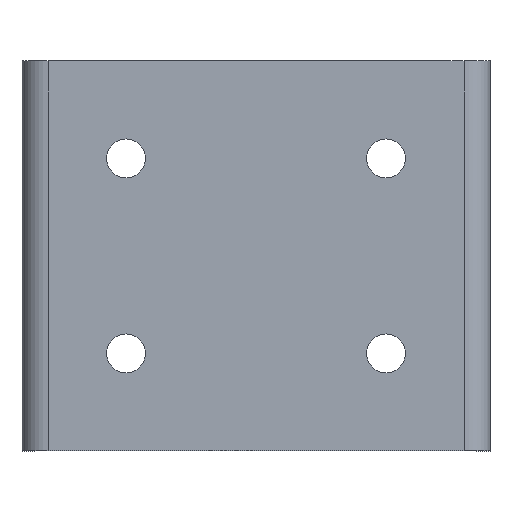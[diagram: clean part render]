
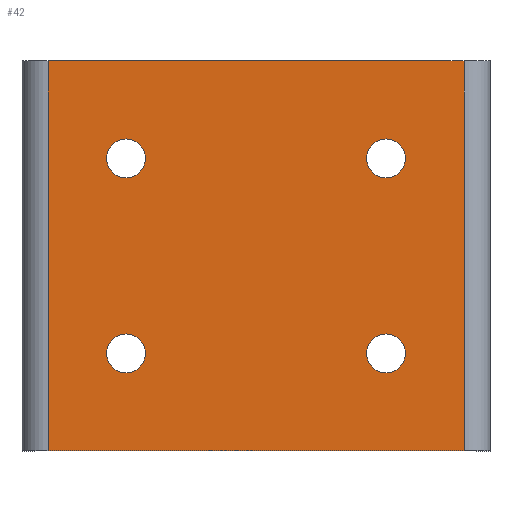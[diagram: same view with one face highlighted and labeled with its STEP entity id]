
A CAD part, top view. The second image highlights one B-rep face of the part: STEP entity #42.
In plain terms, the highlighted planar face has unit normal (0, 0, 1).
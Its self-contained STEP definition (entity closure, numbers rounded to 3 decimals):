
#2 = EDGE_CURVE ( 'NONE', #700, #532, #1072, .T. ) ;
#3 = CARTESIAN_POINT ( 'NONE',  ( -13., 7.5, 0.5 ) ) ;
#4 = ORIENTED_EDGE ( 'NONE', *, *, #342, .T. ) ;
#5 = DIRECTION ( 'NONE',  ( 0., 0., 1. ) ) ;
#14 = DIRECTION ( 'NONE',  ( 1., 0., 0. ) ) ;
#22 = DIRECTION ( 'NONE',  ( 0., 0., -1. ) ) ;
#41 = CARTESIAN_POINT ( 'NONE',  ( 5.5, 7.5, 0.5 ) ) ;
#42 = ADVANCED_FACE ( 'NONE', ( #548, #774, #91, #355, #1090 ), #1174, .F. ) ;
#63 = DIRECTION ( 'NONE',  ( 1., 0., 0. ) ) ;
#68 = VERTEX_POINT ( 'NONE', #475 ) ;
#79 = DIRECTION ( 'NONE',  ( 0., 0., 1. ) ) ;
#88 = LINE ( 'NONE', #849, #1231 ) ;
#91 = FACE_BOUND ( 'NONE', #192, .T. ) ;
#94 = CARTESIAN_POINT ( 'NONE',  ( -22.5, 30., 0.5 ) ) ;
#108 = DIRECTION ( 'NONE',  ( 1., 0., 0. ) ) ;
#125 = EDGE_CURVE ( 'NONE', #613, #457, #460, .T. ) ;
#133 = AXIS2_PLACEMENT_3D ( 'NONE', #478, #662, #951 ) ;
#166 = LINE ( 'NONE', #1077, #178 ) ;
#178 = VECTOR ( 'NONE', #683, 1000. ) ;
#180 = EDGE_CURVE ( 'NONE', #618, #700, #1166, .T. ) ;
#192 = EDGE_LOOP ( 'NONE', ( #1030, #391 ) ) ;
#198 = EDGE_CURVE ( 'NONE', #874, #68, #562, .T. ) ;
#205 = VERTEX_POINT ( 'NONE', #517 ) ;
#219 = CARTESIAN_POINT ( 'NONE',  ( 7., 7.5, 0.5 ) ) ;
#231 = ORIENTED_EDGE ( 'NONE', *, *, #446, .F. ) ;
#233 = DIRECTION ( 'NONE',  ( 0., -1., 0. ) ) ;
#251 = DIRECTION ( 'NONE',  ( 0., 0., 1. ) ) ;
#285 = CARTESIAN_POINT ( 'NONE',  ( 11.5, 30., 0.5 ) ) ;
#327 = DIRECTION ( 'NONE',  ( 0., 0., 1. ) ) ;
#342 = EDGE_CURVE ( 'NONE', #532, #362, #88, .T. ) ;
#347 = ORIENTED_EDGE ( 'NONE', *, *, #2, .T. ) ;
#354 = AXIS2_PLACEMENT_3D ( 'NONE', #935, #79, #626 ) ;
#355 = FACE_BOUND ( 'NONE', #707, .T. ) ;
#362 = VERTEX_POINT ( 'NONE', #285 ) ;
#365 = EDGE_CURVE ( 'NONE', #769, #205, #614, .T. ) ;
#372 = DIRECTION ( 'NONE',  ( 0., 1., 0. ) ) ;
#381 = CARTESIAN_POINT ( 'NONE',  ( -13., 22.5, 0.5 ) ) ;
#384 = VERTEX_POINT ( 'NONE', #674 ) ;
#391 = ORIENTED_EDGE ( 'NONE', *, *, #619, .F. ) ;
#405 = DIRECTION ( 'NONE',  ( 1., 0., 0. ) ) ;
#423 = CARTESIAN_POINT ( 'NONE',  ( 5.5, 22.5, 0.5 ) ) ;
#428 = DIRECTION ( 'NONE',  ( 0., 0., 1. ) ) ;
#438 = CIRCLE ( 'NONE', #354, 1.5 ) ;
#441 = EDGE_CURVE ( 'NONE', #205, #769, #991, .T. ) ;
#444 = VERTEX_POINT ( 'NONE', #577 ) ;
#446 = EDGE_CURVE ( 'NONE', #618, #362, #166, .T. ) ;
#457 = VERTEX_POINT ( 'NONE', #219 ) ;
#460 = CIRCLE ( 'NONE', #851, 1.5 ) ;
#475 = CARTESIAN_POINT ( 'NONE',  ( -16., 22.5, 0.5 ) ) ;
#478 = CARTESIAN_POINT ( 'NONE',  ( -14.5, 22.5, 0.5 ) ) ;
#488 = DIRECTION ( 'NONE',  ( -1., 0., 0. ) ) ;
#517 = CARTESIAN_POINT ( 'NONE',  ( -16., 7.5, 0.5 ) ) ;
#523 = CIRCLE ( 'NONE', #885, 1.5 ) ;
#532 = VERTEX_POINT ( 'NONE', #900 ) ;
#537 = CARTESIAN_POINT ( 'NONE',  ( 5.5, 22.5, 0.5 ) ) ;
#548 = FACE_BOUND ( 'NONE', #551, .T. ) ;
#551 = EDGE_LOOP ( 'NONE', ( #1047, #859 ) ) ;
#562 = CIRCLE ( 'NONE', #1112, 1.5 ) ;
#577 = CARTESIAN_POINT ( 'NONE',  ( 7., 22.5, 0.5 ) ) ;
#585 = ORIENTED_EDGE ( 'NONE', *, *, #198, .F. ) ;
#592 = CARTESIAN_POINT ( 'NONE',  ( -20.5, 30., 0.5 ) ) ;
#609 = CARTESIAN_POINT ( 'NONE',  ( -14.5, 22.5, 0.5 ) ) ;
#613 = VERTEX_POINT ( 'NONE', #794 ) ;
#614 = CIRCLE ( 'NONE', #1079, 1.5 ) ;
#618 = VERTEX_POINT ( 'NONE', #806 ) ;
#619 = EDGE_CURVE ( 'NONE', #384, #444, #523, .T. ) ;
#626 = DIRECTION ( 'NONE',  ( 1., 0., 0. ) ) ;
#627 = EDGE_CURVE ( 'NONE', #457, #613, #438, .T. ) ;
#628 = DIRECTION ( 'NONE',  ( 1., 0., 0. ) ) ;
#632 = EDGE_CURVE ( 'NONE', #444, #384, #677, .T. ) ;
#658 = AXIS2_PLACEMENT_3D ( 'NONE', #537, #826, #740 ) ;
#662 = DIRECTION ( 'NONE',  ( 0., 0., 1. ) ) ;
#674 = CARTESIAN_POINT ( 'NONE',  ( 4., 22.5, 0.5 ) ) ;
#677 = CIRCLE ( 'NONE', #658, 1.5 ) ;
#683 = DIRECTION ( 'NONE',  ( 1., 0., 0. ) ) ;
#700 = VERTEX_POINT ( 'NONE', #1025 ) ;
#707 = EDGE_LOOP ( 'NONE', ( #585, #744 ) ) ;
#711 = ORIENTED_EDGE ( 'NONE', *, *, #125, .F. ) ;
#739 = EDGE_LOOP ( 'NONE', ( #1041, #711 ) ) ;
#740 = DIRECTION ( 'NONE',  ( 1., 0., 0. ) ) ;
#744 = ORIENTED_EDGE ( 'NONE', *, *, #1144, .F. ) ;
#757 = CARTESIAN_POINT ( 'NONE',  ( -14.5, 7.5, 0.5 ) ) ;
#762 = CARTESIAN_POINT ( 'NONE',  ( -22.5, 0., 0.5 ) ) ;
#769 = VERTEX_POINT ( 'NONE', #3 ) ;
#774 = FACE_BOUND ( 'NONE', #739, .T. ) ;
#794 = CARTESIAN_POINT ( 'NONE',  ( 4., 7.5, 0.5 ) ) ;
#806 = CARTESIAN_POINT ( 'NONE',  ( -20.5, 30., 0.5 ) ) ;
#808 = VECTOR ( 'NONE', #962, 1000. ) ;
#826 = DIRECTION ( 'NONE',  ( 0., 0., 1. ) ) ;
#849 = CARTESIAN_POINT ( 'NONE',  ( 11.5, 30., 0.5 ) ) ;
#851 = AXIS2_PLACEMENT_3D ( 'NONE', #41, #327, #405 ) ;
#859 = ORIENTED_EDGE ( 'NONE', *, *, #441, .F. ) ;
#874 = VERTEX_POINT ( 'NONE', #381 ) ;
#885 = AXIS2_PLACEMENT_3D ( 'NONE', #423, #428, #628 ) ;
#900 = CARTESIAN_POINT ( 'NONE',  ( 11.5, 0., 0.5 ) ) ;
#916 = CIRCLE ( 'NONE', #133, 1.5 ) ;
#935 = CARTESIAN_POINT ( 'NONE',  ( 5.5, 7.5, 0.5 ) ) ;
#951 = DIRECTION ( 'NONE',  ( 1., 0., 0. ) ) ;
#955 = AXIS2_PLACEMENT_3D ( 'NONE', #94, #22, #488 ) ;
#962 = DIRECTION ( 'NONE',  ( 1., 0., 0. ) ) ;
#990 = AXIS2_PLACEMENT_3D ( 'NONE', #757, #1173, #108 ) ;
#991 = CIRCLE ( 'NONE', #990, 1.5 ) ;
#1012 = VECTOR ( 'NONE', #233, 1000. ) ;
#1025 = CARTESIAN_POINT ( 'NONE',  ( -20.5, 0., 0.5 ) ) ;
#1030 = ORIENTED_EDGE ( 'NONE', *, *, #632, .F. ) ;
#1041 = ORIENTED_EDGE ( 'NONE', *, *, #627, .F. ) ;
#1047 = ORIENTED_EDGE ( 'NONE', *, *, #365, .F. ) ;
#1051 = CARTESIAN_POINT ( 'NONE',  ( -14.5, 7.5, 0.5 ) ) ;
#1072 = LINE ( 'NONE', #762, #808 ) ;
#1077 = CARTESIAN_POINT ( 'NONE',  ( -22.5, 30., 0.5 ) ) ;
#1079 = AXIS2_PLACEMENT_3D ( 'NONE', #1051, #5, #14 ) ;
#1090 = FACE_OUTER_BOUND ( 'NONE', #1207, .T. ) ;
#1112 = AXIS2_PLACEMENT_3D ( 'NONE', #609, #251, #63 ) ;
#1115 = ORIENTED_EDGE ( 'NONE', *, *, #180, .T. ) ;
#1144 = EDGE_CURVE ( 'NONE', #68, #874, #916, .T. ) ;
#1166 = LINE ( 'NONE', #592, #1012 ) ;
#1173 = DIRECTION ( 'NONE',  ( 0., 0., 1. ) ) ;
#1174 = PLANE ( 'NONE',  #955 ) ;
#1207 = EDGE_LOOP ( 'NONE', ( #231, #1115, #347, #4 ) ) ;
#1231 = VECTOR ( 'NONE', #372, 1000. ) ;
